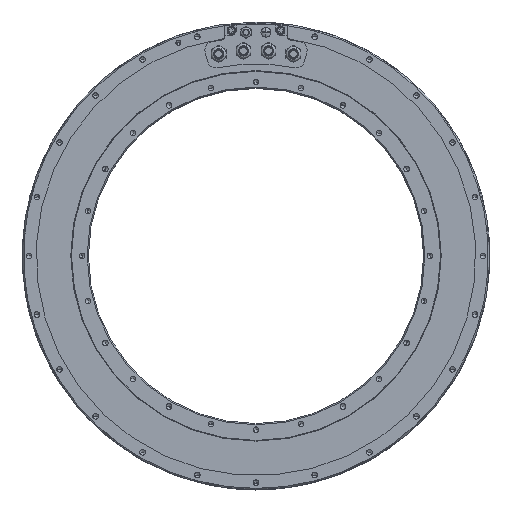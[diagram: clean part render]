
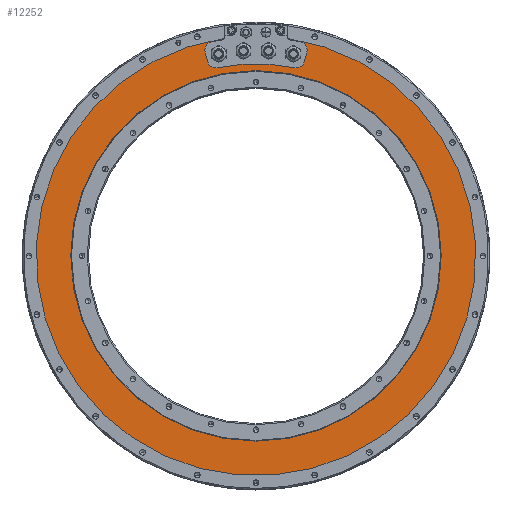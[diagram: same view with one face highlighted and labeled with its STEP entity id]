
A CAD part, top view. The second image highlights one B-rep face of the part: STEP entity #12252.
In plain terms, the highlighted planar face has unit normal (0, 0, 1).
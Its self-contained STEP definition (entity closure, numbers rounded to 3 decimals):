
#3341=CARTESIAN_POINT('',(0.,0.,-0.15));
#3342=DIRECTION('',(0.,0.,1.));
#3343=DIRECTION('',(-1.,0.,0.));
#3344=AXIS2_PLACEMENT_3D('',#3341,#3342,#3343);
#3355=CARTESIAN_POINT('',(0.,0.,-0.15));
#3356=DIRECTION('',(0.,0.,1.));
#3357=DIRECTION('',(1.,0.,0.));
#3358=AXIS2_PLACEMENT_3D('',#3355,#3356,#3357);
#3360=CARTESIAN_POINT('',(-42.5,265.621,-0.15));
#3361=DIRECTION('',(0.,0.,1.));
#3362=DIRECTION('',(0.158,-0.987,0.));
#3363=AXIS2_PLACEMENT_3D('',#3360,#3361,#3362);
#3365=CARTESIAN_POINT('',(0.,0.,-0.15));
#3366=DIRECTION('',(0.,0.,1.));
#3367=DIRECTION('',(-0.158,0.987,0.));
#3368=AXIS2_PLACEMENT_3D('',#3365,#3366,#3367);
#3370=CARTESIAN_POINT('',(-51.698,248.683,
-0.15));
#3371=DIRECTION('',(0.,0.,-1.));
#3372=DIRECTION('',(-0.97,-0.242,0.));
#3373=AXIS2_PLACEMENT_3D('',#3370,#3371,#3372);
#3375=DIRECTION('',(0.242,-0.97,0.));
#3376=VECTOR('',#3375,12.01);
#3377=CARTESIAN_POINT('',(-61.401,246.264,
-0.15));
#3378=LINE('',#3377,#3376);
#3379=CARTESIAN_POINT('',(-48.792,237.03,
-0.15));
#3380=DIRECTION('',(0.,0.,-1.));
#3381=DIRECTION('',(0.202,-0.979,0.));
#3382=AXIS2_PLACEMENT_3D('',#3379,#3380,#3381);
#3384=CARTESIAN_POINT('',(0.,0.,-0.15));
#3385=DIRECTION('',(0.,0.,1.));
#3386=DIRECTION('',(0.202,0.979,0.));
#3387=AXIS2_PLACEMENT_3D('',#3384,#3385,#3386);
#3389=CARTESIAN_POINT('',(48.792,237.03,
-0.15));
#3390=DIRECTION('',(0.,0.,-1.));
#3391=DIRECTION('',(0.97,-0.242,0.));
#3392=AXIS2_PLACEMENT_3D('',#3389,#3390,#3391);
#3394=DIRECTION('',(0.242,0.97,0.));
#3395=VECTOR('',#3394,12.01);
#3396=CARTESIAN_POINT('',(58.495,234.611,
-0.15));
#3397=LINE('',#3396,#3395);
#3398=CARTESIAN_POINT('',(51.698,248.683,
-0.15));
#3399=DIRECTION('',(0.,0.,-1.));
#3400=DIRECTION('',(0.204,0.979,0.));
#3401=AXIS2_PLACEMENT_3D('',#3398,#3399,#3400);
#3403=CARTESIAN_POINT('',(0.,0.,-0.15));
#3404=DIRECTION('',(0.,0.,1.));
#3405=DIRECTION('',(0.204,0.979,0.));
#3406=AXIS2_PLACEMENT_3D('',#3403,#3404,#3405);
#3408=CARTESIAN_POINT('',(42.5,265.621,-0.15));
#3409=DIRECTION('',(0.,0.,1.));
#3410=DIRECTION('',(-0.812,-0.584,0.));
#3411=AXIS2_PLACEMENT_3D('',#3408,#3409,#3410);
#3472=CARTESIAN_POINT('',(0.,0.,-0.15));
#3473=DIRECTION('',(0.,0.,1.));
#3474=DIRECTION('',(-0.145,0.989,0.));
#3475=AXIS2_PLACEMENT_3D('',#3472,#3473,#3474);
#6780=CARTESIAN_POINT('',(-223.75,0.,-0.15));
#6781=CARTESIAN_POINT('',(223.75,0.,-0.15));
#6782=VERTEX_POINT('',#6780);
#6783=VERTEX_POINT('',#6781);
#6860=CARTESIAN_POINT('',(46.776,227.236,
-0.15));
#6861=CARTESIAN_POINT('',(-46.776,227.236,
-0.15));
#6862=VERTEX_POINT('',#6860);
#6863=VERTEX_POINT('',#6861);
#6864=CARTESIAN_POINT('',(58.495,234.611,
-0.15));
#6865=CARTESIAN_POINT('',(61.401,246.264,
-0.15));
#6866=VERTEX_POINT('',#6864);
#6867=VERTEX_POINT('',#6865);
#6868=CARTESIAN_POINT('',(-61.401,246.264,
-0.15));
#6869=CARTESIAN_POINT('',(-58.495,234.611,
-0.15));
#6870=VERTEX_POINT('',#6868);
#6871=VERTEX_POINT('',#6869);
#6872=CARTESIAN_POINT('',(-53.733,258.474,
-0.15));
#6873=VERTEX_POINT('',#6872);
#6874=CARTESIAN_POINT('',(53.733,258.474,
-0.15));
#6875=VERTEX_POINT('',#6874);
#7548=CARTESIAN_POINT('',(38.441,262.702,
-0.15));
#7550=VERTEX_POINT('',#7548);
#7552=CARTESIAN_POINT('',(-38.441,262.702,
-0.15));
#7554=VERTEX_POINT('',#7552);
#7556=CARTESIAN_POINT('',(-41.71,260.684,
-0.15));
#7557=VERTEX_POINT('',#7556);
#7558=CARTESIAN_POINT('',(41.71,260.684,
-0.15));
#7559=VERTEX_POINT('',#7558);
#12217=CARTESIAN_POINT('',(0.,0.,-0.15));
#12218=DIRECTION('',(0.,0.,1.));
#12219=DIRECTION('',(1.,0.,0.));
#12220=AXIS2_PLACEMENT_3D('',#12217,#12218,#12219);
#12221=PLANE('',#12220);
#12223=ORIENTED_EDGE('',*,*,#12222,.F.);
#12225=ORIENTED_EDGE('',*,*,#12224,.T.);
#12227=ORIENTED_EDGE('',*,*,#12226,.F.);
#12229=ORIENTED_EDGE('',*,*,#12228,.T.);
#12231=ORIENTED_EDGE('',*,*,#12230,.F.);
#12233=ORIENTED_EDGE('',*,*,#12232,.F.);
#12235=ORIENTED_EDGE('',*,*,#12234,.F.);
#12237=ORIENTED_EDGE('',*,*,#12236,.T.);
#12239=ORIENTED_EDGE('',*,*,#12238,.F.);
#12241=ORIENTED_EDGE('',*,*,#12240,.T.);
#12243=ORIENTED_EDGE('',*,*,#12242,.F.);
#12245=ORIENTED_EDGE('',*,*,#12244,.F.);
#12246=EDGE_LOOP('',(#12223,#12225,#12227,#12229,#12231,#12233,#12235,#12237,
#12239,#12241,#12243,#12245));
#12247=FACE_OUTER_BOUND('',#12246,.F.);
#12248=ORIENTED_EDGE('',*,*,#12197,.T.);
#12249=ORIENTED_EDGE('',*,*,#12211,.T.);
#12250=EDGE_LOOP('',(#12248,#12249));
#12251=FACE_BOUND('',#12250,.F.);
#3345=CIRCLE('',#3344,223.75);
#3359=CIRCLE('',#3358,223.75);
#3364=CIRCLE('',#3363,5.);
#3369=CIRCLE('',#3368,264.);
#3374=CIRCLE('',#3373,10.);
#3383=CIRCLE('',#3382,10.);
#3388=CIRCLE('',#3387,232.);
#3393=CIRCLE('',#3392,10.);
#3402=CIRCLE('',#3401,10.);
#3407=CIRCLE('',#3406,264.);
#3412=CIRCLE('',#3411,5.);
#3476=CIRCLE('',#3475,265.5);
#12197=EDGE_CURVE('',#6782,#6783,#3345,.T.);
#12211=EDGE_CURVE('',#6783,#6782,#3359,.T.);
#12222=EDGE_CURVE('',#7557,#7554,#3364,.T.);
#12224=EDGE_CURVE('',#7557,#6873,#3369,.T.);
#12226=EDGE_CURVE('',#6870,#6873,#3374,.T.);
#12228=EDGE_CURVE('',#6870,#6871,#3378,.T.);
#12230=EDGE_CURVE('',#6863,#6871,#3383,.T.);
#12232=EDGE_CURVE('',#6862,#6863,#3388,.T.);
#12234=EDGE_CURVE('',#6866,#6862,#3393,.T.);
#12236=EDGE_CURVE('',#6866,#6867,#3397,.T.);
#12238=EDGE_CURVE('',#6875,#6867,#3402,.T.);
#12240=EDGE_CURVE('',#6875,#7559,#3407,.T.);
#12242=EDGE_CURVE('',#7550,#7559,#3412,.T.);
#12244=EDGE_CURVE('',#7554,#7550,#3476,.T.);
#12252=ADVANCED_FACE('',(#12247,#12251),#12221,.T.);
